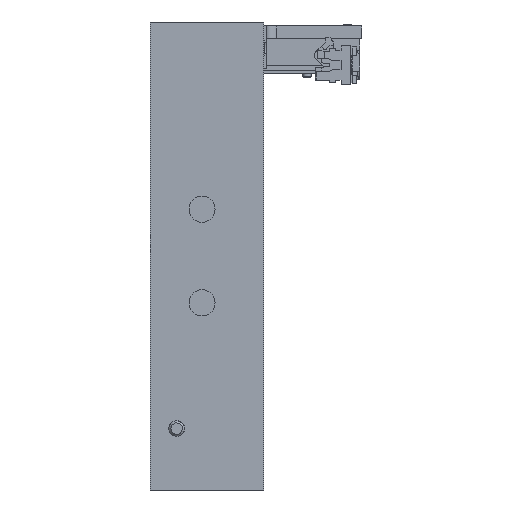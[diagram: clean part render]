
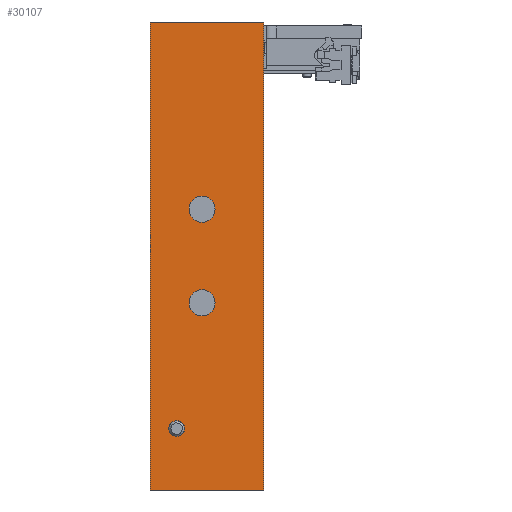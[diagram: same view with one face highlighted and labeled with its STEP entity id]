
A CAD part, left-side view. The second image highlights one B-rep face of the part: STEP entity #30107.
In plain terms, the highlighted planar face has unit normal (-1, 0, 0).
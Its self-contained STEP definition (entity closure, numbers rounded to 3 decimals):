
#3014 = VERTEX_POINT ( 'NONE', #10417 ) ;
#3086 = EDGE_CURVE ( 'NONE', #3014, #3103, #10695, .T. ) ;
#3103 = VERTEX_POINT ( 'NONE', #10739 ) ;
#10417 = CARTESIAN_POINT ( 'NONE',  ( -22.5, 9.35, 22.5 ) ) ;
#10692 = DIRECTION ( 'NONE',  ( 0., -1., 0. ) ) ;
#10693 = VECTOR ( 'NONE', #10692, 1000. ) ;
#10694 = CARTESIAN_POINT ( 'NONE',  ( -22.5, 9.35, 22.5 ) ) ;
#10695 = LINE ( 'NONE', #10694, #10693 ) ;
#10739 = CARTESIAN_POINT ( 'NONE',  ( -22.5, -1.59, 22.5 ) ) ;
#13608 = DIRECTION ( 'NONE',  ( 0., 0., 1. ) ) ;
#13609 = VECTOR ( 'NONE', #13608, 1000. ) ;
#13610 = CARTESIAN_POINT ( 'NONE',  ( -22.5, 9.35, -22.5 ) ) ;
#13611 = LINE ( 'NONE', #13610, #13609 ) ;
#13693 = CARTESIAN_POINT ( 'NONE',  ( -22.5, 9.35, -22.5 ) ) ;
#21448 = VERTEX_POINT ( 'NONE', #13693 ) ;
#21506 = EDGE_CURVE ( 'NONE', #21448, #3014, #13611, .T. ) ;
#28877 = EDGE_CURVE ( 'NONE', #3103, #29284, #36619, .T. ) ;
#29284 = VERTEX_POINT ( 'NONE', #37290 ) ;
#30055 = EDGE_LOOP ( 'NONE', ( #30079, #30081 ) ) ;
#30056 = EDGE_LOOP ( 'NONE', ( #30108, #30102 ) ) ;
#30057 = EDGE_CURVE ( 'NONE', #45184, #45178, #39392, .T. ) ;
#30059 = EDGE_LOOP ( 'NONE', ( #30109, #30132 ) ) ;
#30079 = ORIENTED_EDGE ( 'NONE', *, *, #30085, .F. ) ;
#30081 = ORIENTED_EDGE ( 'NONE', *, *, #45102, .F. ) ;
#30082 = EDGE_CURVE ( 'NONE', #44744, #44746, #39574, .T. ) ;
#30083 = EDGE_LOOP ( 'NONE', ( #30110, #30136, #30134, #30139 ) ) ;
#30085 = EDGE_CURVE ( 'NONE', #45202, #45200, #39243, .T. ) ;
#30102 = ORIENTED_EDGE ( 'NONE', *, *, #45193, .F. ) ;
#30107 = ADVANCED_FACE ( 'NONE', ( #39212, #39226, #39260, #39253 ), #39246, .F. ) ;
#30108 = ORIENTED_EDGE ( 'NONE', *, *, #30057, .F. ) ;
#30109 = ORIENTED_EDGE ( 'NONE', *, *, #30082, .T. ) ;
#30110 = ORIENTED_EDGE ( 'NONE', *, *, #30183, .T. ) ;
#30132 = ORIENTED_EDGE ( 'NONE', *, *, #44745, .T. ) ;
#30134 = ORIENTED_EDGE ( 'NONE', *, *, #3086, .F. ) ;
#30136 = ORIENTED_EDGE ( 'NONE', *, *, #28877, .F. ) ;
#30139 = ORIENTED_EDGE ( 'NONE', *, *, #21506, .F. ) ;
#30183 = EDGE_CURVE ( 'NONE', #21448, #29284, #39904, .T. ) ;
#36613 = DIRECTION ( 'NONE',  ( 0., 0., -1. ) ) ;
#36614 = VECTOR ( 'NONE', #36613, 1000. ) ;
#36618 = CARTESIAN_POINT ( 'NONE',  ( -22.5, -1.59, 22.5 ) ) ;
#36619 = LINE ( 'NONE', #36618, #36614 ) ;
#37290 = CARTESIAN_POINT ( 'NONE',  ( -22.5, -1.59, -22.5 ) ) ;
#39211 = AXIS2_PLACEMENT_3D ( 'NONE', #39633, #39631, #39629 ) ;
#39212 = FACE_BOUND ( 'NONE', #30056, .T. ) ;
#39226 = FACE_BOUND ( 'NONE', #30055, .T. ) ;
#39243 = CIRCLE ( 'NONE', #39558, 1.25 ) ;
#39246 = PLANE ( 'NONE',  #39211 ) ;
#39253 = FACE_OUTER_BOUND ( 'NONE', #30083, .T. ) ;
#39260 = FACE_BOUND ( 'NONE', #30059, .T. ) ;
#39392 = CIRCLE ( 'NONE', #39605, 1.25 ) ;
#39498 = DIRECTION ( 'NONE',  ( 0., 0., 1. ) ) ;
#39499 = DIRECTION ( 'NONE',  ( -1., 0., 0. ) ) ;
#39500 = CARTESIAN_POINT ( 'NONE',  ( -22.5, 4.35, -4.5 ) ) ;
#39555 = DIRECTION ( 'NONE',  ( 0., 0., 1. ) ) ;
#39556 = DIRECTION ( 'NONE',  ( -1., 0., 0. ) ) ;
#39557 = CARTESIAN_POINT ( 'NONE',  ( -22.5, 4.35, 4.5 ) ) ;
#39558 = AXIS2_PLACEMENT_3D ( 'NONE', #39557, #39556, #39555 ) ;
#39567 = DIRECTION ( 'NONE',  ( 0., 0., -1. ) ) ;
#39569 = DIRECTION ( 'NONE',  ( 1., 0., 0. ) ) ;
#39571 = CARTESIAN_POINT ( 'NONE',  ( -22.5, 6.792, -16.6 ) ) ;
#39573 = AXIS2_PLACEMENT_3D ( 'NONE', #39571, #39569, #39567 ) ;
#39574 = CIRCLE ( 'NONE', #39573, 0.75 ) ;
#39605 = AXIS2_PLACEMENT_3D ( 'NONE', #39500, #39499, #39498 ) ;
#39629 = DIRECTION ( 'NONE',  ( 0., 0., -1. ) ) ;
#39631 = DIRECTION ( 'NONE',  ( 1., 0., 0. ) ) ;
#39633 = CARTESIAN_POINT ( 'NONE',  ( -22.5, 9.35, -22.5 ) ) ;
#39904 = LINE ( 'NONE', #39981, #39939 ) ;
#39939 = VECTOR ( 'NONE', #39980, 1000. ) ;
#39980 = DIRECTION ( 'NONE',  ( 0., -1., 0. ) ) ;
#39981 = CARTESIAN_POINT ( 'NONE',  ( -22.5, 9.35, -22.5 ) ) ;
#44744 = VERTEX_POINT ( 'NONE', #48415 ) ;
#44745 = EDGE_CURVE ( 'NONE', #44746, #44744, #48403, .T. ) ;
#44746 = VERTEX_POINT ( 'NONE', #48758 ) ;
#45102 = EDGE_CURVE ( 'NONE', #45200, #45202, #50012, .T. ) ;
#45178 = VERTEX_POINT ( 'NONE', #51395 ) ;
#45184 = VERTEX_POINT ( 'NONE', #51341 ) ;
#45193 = EDGE_CURVE ( 'NONE', #45178, #45184, #51525, .T. ) ;
#45200 = VERTEX_POINT ( 'NONE', #51529 ) ;
#45202 = VERTEX_POINT ( 'NONE', #51535 ) ;
#48386 = DIRECTION ( 'NONE',  ( 0., 0., -1. ) ) ;
#48389 = DIRECTION ( 'NONE',  ( 1., 0., 0. ) ) ;
#48391 = CARTESIAN_POINT ( 'NONE',  ( -22.5, 6.792, -16.6 ) ) ;
#48394 = AXIS2_PLACEMENT_3D ( 'NONE', #48391, #48389, #48386 ) ;
#48403 = CIRCLE ( 'NONE', #48394, 0.75 ) ;
#48415 = CARTESIAN_POINT ( 'NONE',  ( -22.5, 6.792, -17.35 ) ) ;
#48758 = CARTESIAN_POINT ( 'NONE',  ( -22.5, 6.792, -15.85 ) ) ;
#50008 = DIRECTION ( 'NONE',  ( 0., 0., 1. ) ) ;
#50009 = DIRECTION ( 'NONE',  ( -1., 0., 0. ) ) ;
#50012 = CIRCLE ( 'NONE', #50014, 1.25 ) ;
#50014 = AXIS2_PLACEMENT_3D ( 'NONE', #50018, #50009, #50008 ) ;
#50018 = CARTESIAN_POINT ( 'NONE',  ( -22.5, 4.35, 4.5 ) ) ;
#51322 = DIRECTION ( 'NONE',  ( -1., 0., 0. ) ) ;
#51324 = CARTESIAN_POINT ( 'NONE',  ( -22.5, 4.35, -4.5 ) ) ;
#51341 = CARTESIAN_POINT ( 'NONE',  ( -22.5, 4.35, -3.25 ) ) ;
#51395 = CARTESIAN_POINT ( 'NONE',  ( -22.5, 4.35, -5.75 ) ) ;
#51522 = DIRECTION ( 'NONE',  ( 0., 0., 1. ) ) ;
#51523 = AXIS2_PLACEMENT_3D ( 'NONE', #51324, #51322, #51522 ) ;
#51525 = CIRCLE ( 'NONE', #51523, 1.25 ) ;
#51529 = CARTESIAN_POINT ( 'NONE',  ( -22.5, 4.35, 3.25 ) ) ;
#51535 = CARTESIAN_POINT ( 'NONE',  ( -22.5, 4.35, 5.75 ) ) ;
